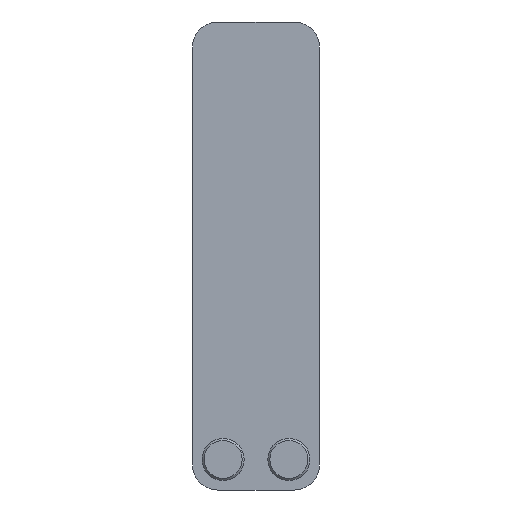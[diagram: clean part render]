
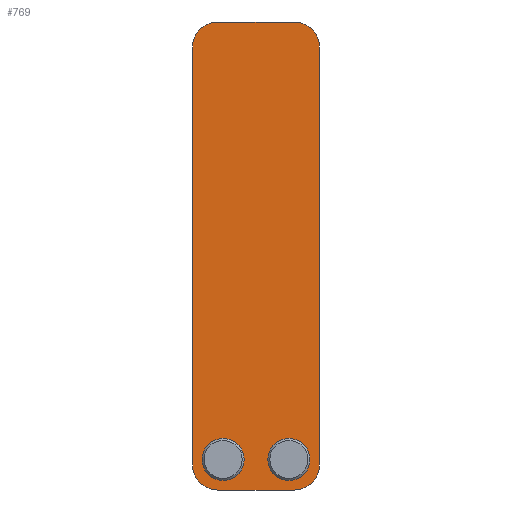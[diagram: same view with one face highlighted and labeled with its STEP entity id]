
A CAD part, front view. The second image highlights one B-rep face of the part: STEP entity #769.
In plain terms, the highlighted planar face has unit normal (0, -1, 0).
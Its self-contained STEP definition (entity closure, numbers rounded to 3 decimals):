
#61=PLANE('',#2156);
#117=FACE_OUTER_BOUND('',#187,.T.);
#187=EDGE_LOOP('',(#608,#609,#610,#611,#612,#613,#614,#615));
#272=VERTEX_POINT('',#3880);
#273=VERTEX_POINT('',#3882);
#275=VERTEX_POINT('',#3888);
#277=VERTEX_POINT('',#3894);
#278=VERTEX_POINT('',#3898);
#279=VERTEX_POINT('',#3900);
#280=VERTEX_POINT('',#3902);
#281=VERTEX_POINT('',#3904);
#388=EDGE_CURVE('',#273,#272,#1927,.T.);
#391=EDGE_CURVE('',#275,#273,#986,.T.);
#394=EDGE_CURVE('',#277,#275,#1929,.T.);
#396=EDGE_CURVE('',#272,#278,#989,.T.);
#397=EDGE_CURVE('',#278,#279,#1930,.T.);
#398=EDGE_CURVE('',#279,#280,#990,.T.);
#399=EDGE_CURVE('',#280,#281,#1931,.T.);
#400=EDGE_CURVE('',#281,#277,#991,.T.);
#608=ORIENTED_EDGE('',*,*,#396,.T.);
#609=ORIENTED_EDGE('',*,*,#397,.T.);
#610=ORIENTED_EDGE('',*,*,#398,.T.);
#611=ORIENTED_EDGE('',*,*,#399,.T.);
#612=ORIENTED_EDGE('',*,*,#400,.T.);
#613=ORIENTED_EDGE('',*,*,#394,.T.);
#614=ORIENTED_EDGE('',*,*,#391,.T.);
#615=ORIENTED_EDGE('',*,*,#388,.T.);
#769=ADVANCED_FACE('',(#117),#61,.T.);
#986=LINE('',#3889,#1198);
#989=LINE('',#3899,#1201);
#990=LINE('',#3903,#1202);
#991=LINE('',#3906,#1203);
#1198=VECTOR('',#2792,10.);
#1201=VECTOR('',#2803,10.);
#1202=VECTOR('',#2806,10.);
#1203=VECTOR('',#2809,1.);
#1927=CIRCLE('',#2151,16.);
#1929=CIRCLE('',#2155,16.);
#1930=CIRCLE('',#2157,16.);
#1931=CIRCLE('',#2158,16.);
#2151=AXIS2_PLACEMENT_3D('',#3883,#2786,#2787);
#2155=AXIS2_PLACEMENT_3D('',#3895,#2798,#2799);
#2156=AXIS2_PLACEMENT_3D('',#3897,#2801,#2802);
#2157=AXIS2_PLACEMENT_3D('',#3901,#2804,#2805);
#2158=AXIS2_PLACEMENT_3D('',#3905,#2807,#2808);
#2786=DIRECTION('center_axis',(0.,-1.,0.));
#2787=DIRECTION('ref_axis',(0.,0.,1.));
#2792=DIRECTION('',(-1.,0.,0.));
#2798=DIRECTION('center_axis',(0.,-1.,0.));
#2799=DIRECTION('ref_axis',(1.,0.,0.));
#2801=DIRECTION('center_axis',(0.,-1.,0.));
#2802=DIRECTION('ref_axis',(1.,0.,0.));
#2803=DIRECTION('',(0.,0.,-1.));
#2804=DIRECTION('center_axis',(0.,-1.,0.));
#2805=DIRECTION('ref_axis',(-1.,0.,0.));
#2806=DIRECTION('',(1.,0.,0.));
#2807=DIRECTION('center_axis',(0.,-1.,0.));
#2808=DIRECTION('ref_axis',(0.,0.,-1.));
#2809=DIRECTION('',(0.,0.,1.));
#3880=CARTESIAN_POINT('',(-40.5,0.,283.));
#3882=CARTESIAN_POINT('',(-24.5,0.,299.));
#3883=CARTESIAN_POINT('Origin',(-24.5,0.,283.));
#3888=CARTESIAN_POINT('',(24.5,0.,299.));
#3889=CARTESIAN_POINT('',(24.5,0.,299.));
#3894=CARTESIAN_POINT('',(40.5,0.,283.));
#3895=CARTESIAN_POINT('Origin',(24.5,0.,283.));
#3897=CARTESIAN_POINT('Origin',(0.,0.,
101.5));
#3898=CARTESIAN_POINT('',(-40.5,0.,16.));
#3899=CARTESIAN_POINT('',(-40.5,0.,187.));
#3900=CARTESIAN_POINT('',(-24.5,0.,0.));
#3901=CARTESIAN_POINT('Origin',(-24.5,0.,16.));
#3902=CARTESIAN_POINT('',(24.5,0.,0.));
#3903=CARTESIAN_POINT('',(-24.5,0.,0.));
#3904=CARTESIAN_POINT('',(40.5,0.,16.));
#3905=CARTESIAN_POINT('Origin',(24.5,0.,16.));
#3906=CARTESIAN_POINT('',(40.5,0.,171.416));
